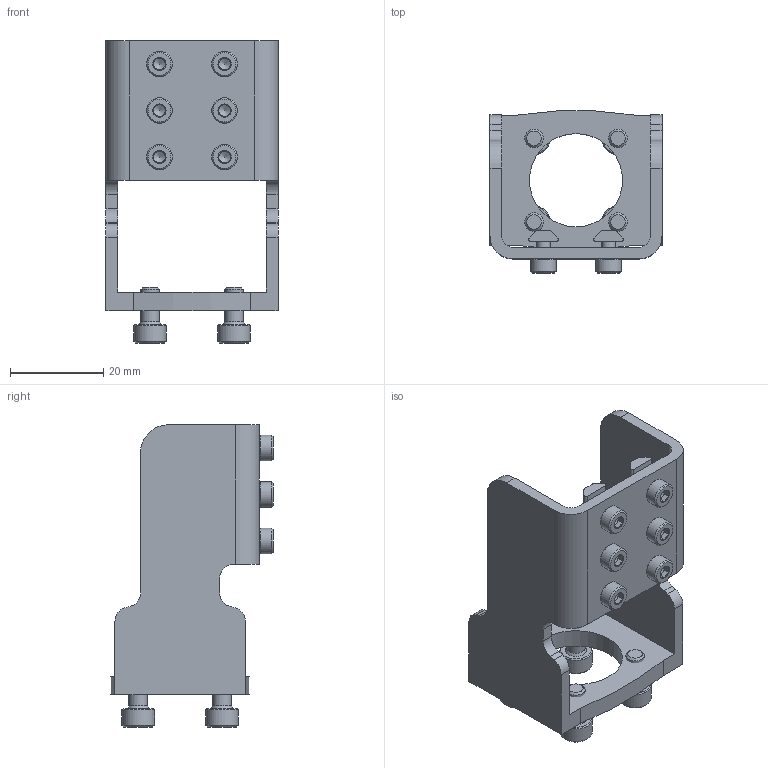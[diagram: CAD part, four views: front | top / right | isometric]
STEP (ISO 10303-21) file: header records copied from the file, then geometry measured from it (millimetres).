
FILE_DESCRIPTION(/* description */ ('STEP AP214'),/* implementation_level */ '2;1');
FILE_NAME(/* name */ '5172843_EAHA-P2-25',/* time_stamp */ '2024-08-26T16:57:08+02:00',/* author */ ('License CC BY-ND 4.0'),/* organization */ ('CADENAS'),/* preprocessor_version */ 'ST-DEVELOPER v19.3',/* originating_system */ 'PARTsolutions',/* authorisation */ ' ');
FILE_SCHEMA (('AP203_CONFIGURATION_CONTROLLED_3D_DESIGN_OF_MECHANICAL_PARTS_AND_ASSEMBLIES_MIM_LF { 1 0 10303 203 3 1 4 }','MODEL_BASED_INTEGRATED_MANUFACTURING_SCHEMA','AUTOMOTIVE_DESIGN {1 0 10303 214 3 1 1}'));
Length unit declared in the file: millimetre
Products named in the file (5): 5172843 EAHA-P2-25---(high); 5172848 EAHA-P2-25---(mechanical higha); 8074284 EPCC-M3---(mechanical highn); ISO-4762 M3x6; ISO-4762 M4x8
Assembly tree (13 placements, depth 2):
  5172843 EAHA-P2-25---(high)
    5172848 EAHA-P2-25---(mechanical higha)
    8074284 EPCC-M3---(mechanical highn)  x2
    ISO-4762 M3x6  x6
    ISO-4762 M4x8  x4
Bounding box: 37 x 34.89 x 65 mm (x, y, z)
Volume: 13764.8 mm3; surface area: 13067.8 mm2
Topology: 13 solids, 13 shells, 379 faces, 937 edges, 586 vertices
Faces by surface type: plane 186, cone 126, cylinder 67
Full cylindrical faces by diameter (mm): 2.459 x6, 3 x6, 3.242 x4, 3.4 x6, 4 x4, 5.5 x6, 7 x4, 20 x1
Entity records: 4203 total; most frequent: CARTESIAN_POINT 761, DIRECTION 718, ORIENTED_EDGE 618, EDGE_CURVE 309, AXIS2_PLACEMENT_3D 280, VERTEX_POINT 221, FACE_BOUND 200, EDGE_LOOP 198
